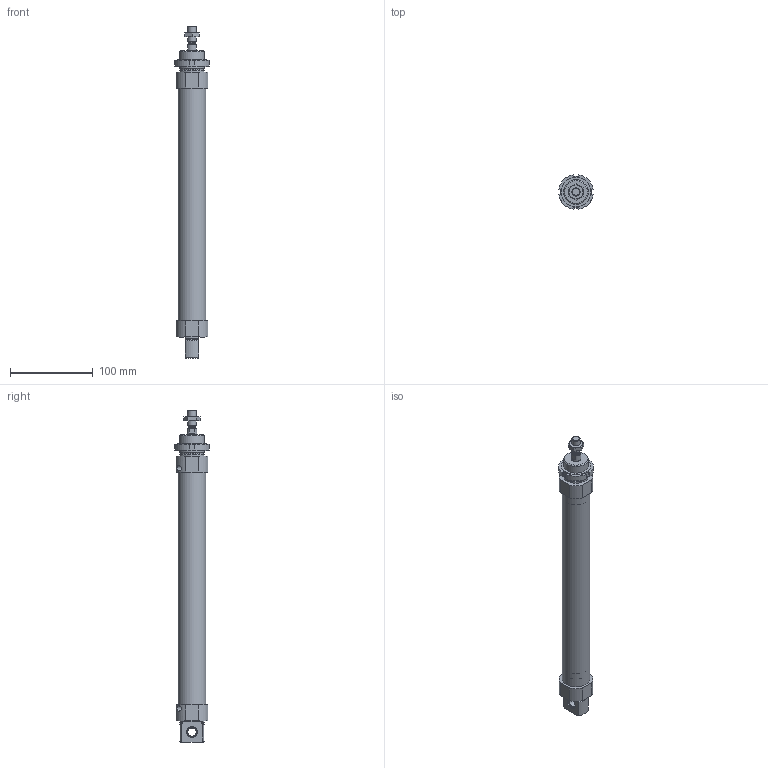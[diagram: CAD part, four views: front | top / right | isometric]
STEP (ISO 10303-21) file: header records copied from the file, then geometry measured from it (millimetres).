
FILE_DESCRIPTION(/* description */ ('STEP AP214'),/* implementation_level */ '2;1');
FILE_NAME(/* name */ '196028_DSNU-32-250-PPV-A',/* time_stamp */ '2024-08-22T19:22:46+02:00',/* author */ ('License CC BY-ND 4.0'),/* organization */ ('CADENAS'),/* preprocessor_version */ 'ST-DEVELOPER v19.3',/* originating_system */ 'PARTsolutions',/* authorisation */ ' ');
FILE_SCHEMA (('AUTOMOTIVE_DESIGN {1 0 10303 214 3 1 1}'));
Length unit declared in the file: millimetre
Products named in the file (5): 196028 DSNU-32-250-PPV-A---(0); 196028 DSNU-32-250-PPV---(A----0-ZR); 3753 M30x1.5; 196028 DSNU-32-250-PPV---(A---00--0-KS); DIN-439-B - M10x1.25(F)
Assembly tree (4 placements, depth 2):
  196028 DSNU-32-250-PPV-A---(0)
    196028 DSNU-32-250-PPV---(A----0-ZR)
    3753 M30x1.5
    196028 DSNU-32-250-PPV---(A---00--0-KS)
    DIN-439-B - M10x1.25(F)
Bounding box: 41.57 x 41.57 x 401.5 mm (x, y, z)
Volume: 159491.9 mm3; surface area: 92407.1 mm2
Topology: 4 solids, 4 shells, 154 faces, 359 edges, 231 vertices
Faces by surface type: plane 70, cylinder 50, cone 26, torus 8
Full cylindrical faces by diameter (mm): 5.85 x2, 6 x2, 6.7 x2, 8.4 x1, 8.566 x2, 8.647 x1, 10 x2, 12 x4, 27.7 x1, 28.376 x1, 30 x3, 32 x2, 33.6 x1, 36 x2
Entity records: 5056 total; most frequent: CARTESIAN_POINT 895, DIRECTION 706, ORIENTED_EDGE 612, EDGE_CURVE 306, AXIS2_PLACEMENT_3D 288, EDGE_LOOP 228, FACE_BOUND 228, VERTEX_POINT 226
